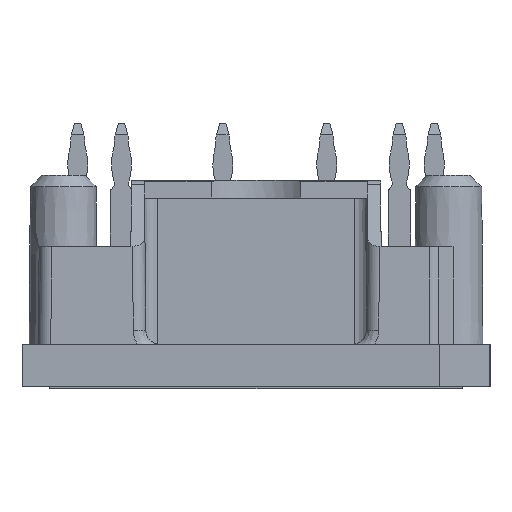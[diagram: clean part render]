
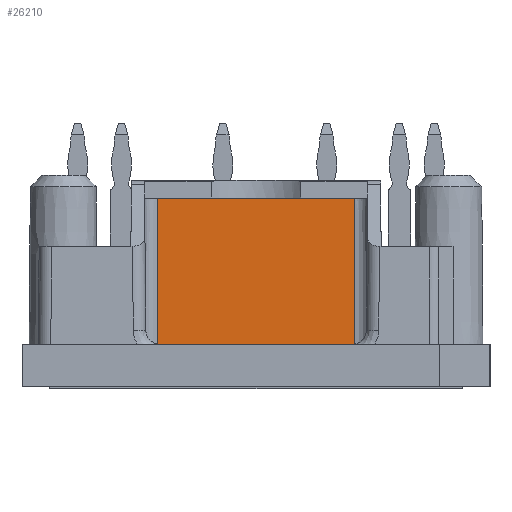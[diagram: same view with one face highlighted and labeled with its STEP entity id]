
A CAD part, left-side view. The second image highlights one B-rep face of the part: STEP entity #26210.
In plain terms, the highlighted planar face has unit normal (-1, 0, -0.009).
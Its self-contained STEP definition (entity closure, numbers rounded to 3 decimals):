
#2994=ORIENTED_EDGE('',*,*,#7662,.T.);
#2995=ORIENTED_EDGE('',*,*,#7683,.T.);
#2996=ORIENTED_EDGE('',*,*,#7405,.T.);
#2997=ORIENTED_EDGE('',*,*,#7684,.F.);
#7405=EDGE_CURVE('',#9921,#9920,#11789,.F.);
#7662=EDGE_CURVE('',#10086,#10085,#11951,.F.);
#7683=EDGE_CURVE('',#10085,#9921,#11963,.T.);
#7684=EDGE_CURVE('',#10086,#9920,#11964,.T.);
#9920=VERTEX_POINT('',#35675);
#9921=VERTEX_POINT('',#35677);
#10085=VERTEX_POINT('',#36248);
#10086=VERTEX_POINT('',#36250);
#11789=LINE('',#35676,#13867);
#11951=LINE('',#36249,#14029);
#11963=LINE('',#36358,#14041);
#11964=LINE('',#36360,#14042);
#13867=VECTOR('',#30098,1000.);
#14029=VECTOR('',#30616,1000.);
#14041=VECTOR('',#30692,1000.);
#14042=VECTOR('',#30695,1000.);
#15878=EDGE_LOOP('',(#2994,#2995,#2996,#2997));
#17036=FACE_BOUND('',#15878,.T.);
#17946=PLANE('',#27562);
#26210=ADVANCED_FACE('',(#17036),#17946,.T.);
#27562=AXIS2_PLACEMENT_3D('',#36359,#30693,#30694);
#30098=DIRECTION('',(0.,-1.,0.));
#30616=DIRECTION('',(0.,1.,0.));
#30692=DIRECTION('',(-0.009,0.,1.));
#30693=DIRECTION('',(-1.,0.,-0.009));
#30694=DIRECTION('',(-0.009,0.,1.));
#30695=DIRECTION('',(-0.009,0.,1.));
#35675=CARTESIAN_POINT('',(-30.136,7.902,15.1));
#35676=CARTESIAN_POINT('',(-30.136,0.,15.1));
#35677=CARTESIAN_POINT('',(-30.136,-7.902,15.1));
#36248=CARTESIAN_POINT('',(-30.015,-7.902,1.3));
#36249=CARTESIAN_POINT('',(-30.015,-18.2,1.3));
#36250=CARTESIAN_POINT('',(-30.015,7.902,1.3));
#36358=CARTESIAN_POINT('',(-30.148,-7.902,16.5));
#36359=CARTESIAN_POINT('',(-30.148,0.,16.5));
#36360=CARTESIAN_POINT('',(-30.148,7.902,16.5));
